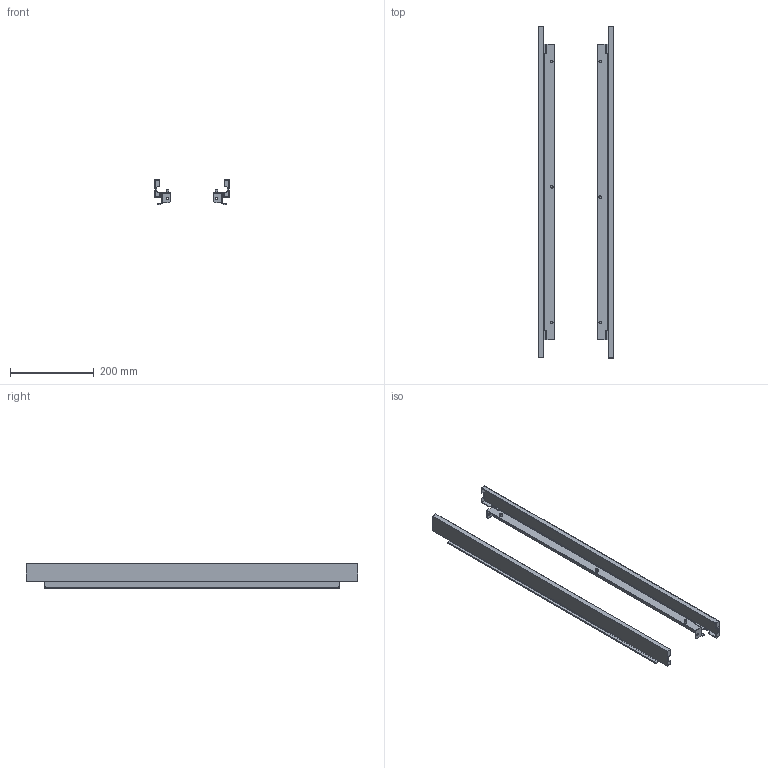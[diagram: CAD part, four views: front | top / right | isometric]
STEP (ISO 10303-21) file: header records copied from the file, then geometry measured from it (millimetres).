
FILE_DESCRIPTION (( 'STEP AP203' ), '1' );
FILE_NAME ('FO-00-PWCK-080 FORMAT Ôàëüø-ïàíåëü êîìïåíñàö. 800 ñ âûðåçîì (2øò_óïàê) IEK.STEP', '2024-07-26T07:33:58', ( '' ), ( '' ), 'SwSTEP 2.0', 'SolidWorks 2022', '' );
FILE_SCHEMA (( 'CONFIG_CONTROL_DESIGN' ));
Length unit declared in the file: millimetre
Products named in the file (1): FO-00-PWCK-080 FORMAT Фальш-панель компенсац. 800 с вырезом (2шт_упак) IEK
Bounding box: 177.38 x 795 x 60.1 mm (x, y, z)
Volume: 355972.9 mm3; surface area: 486520.7 mm2
Topology: 10 solids, 10 shells, 394 faces, 1038 edges, 676 vertices
Faces by surface type: cylinder 178, plane 168, cone 24, torus 24
Entity records: 12389 total; most frequent: DIRECTION 2256, CARTESIAN_POINT 2109, ORIENTED_EDGE 2076, EDGE_CURVE 1038, AXIS2_PLACEMENT_3D 823, VERTEX_POINT 676, VECTOR 610, LINE 610
